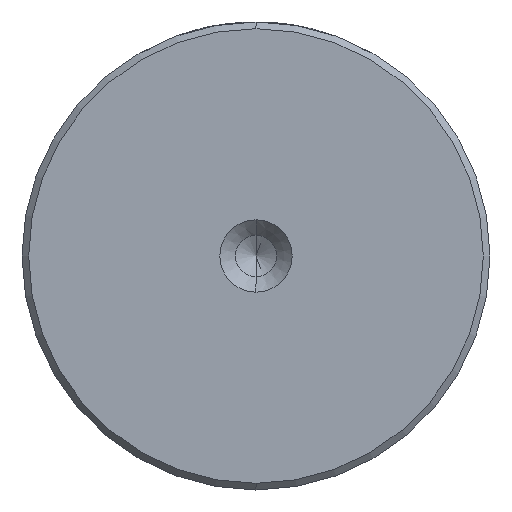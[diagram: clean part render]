
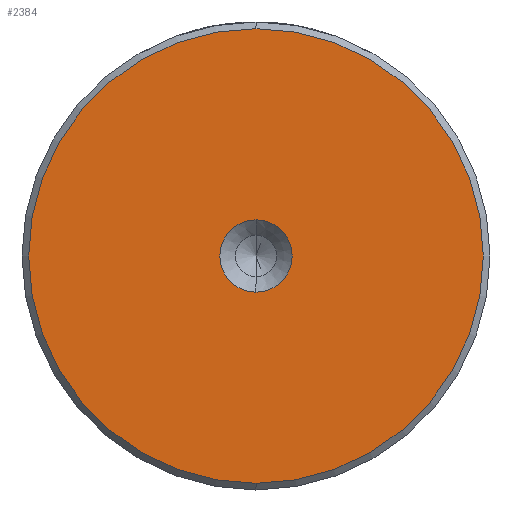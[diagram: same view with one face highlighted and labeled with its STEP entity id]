
A CAD part, left-side view. The second image highlights one B-rep face of the part: STEP entity #2384.
In plain terms, the highlighted planar face has unit normal (-1, 0, 0).
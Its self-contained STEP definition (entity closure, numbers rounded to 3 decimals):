
#55 = FACE_BOUND ( 'NONE', #813, .T. ) ;
#157 = DIRECTION ( 'NONE',  ( -1., 0., 0. ) ) ;
#180 = ORIENTED_EDGE ( 'NONE', *, *, #1807, .F. ) ;
#197 = CARTESIAN_POINT ( 'NONE',  ( 0., 0., 0. ) ) ;
#236 = AXIS2_PLACEMENT_3D ( 'NONE', #1547, #157, #1771 ) ;
#339 = EDGE_LOOP ( 'NONE', ( #2713, #1614 ) ) ;
#364 = AXIS2_PLACEMENT_3D ( 'NONE', #2171, #791, #2397 ) ;
#444 = DIRECTION ( 'NONE',  ( 0., 0., 1. ) ) ;
#462 = AXIS2_PLACEMENT_3D ( 'NONE', #197, #1813, #444 ) ;
#469 = DIRECTION ( 'NONE',  ( -1., 0., 0. ) ) ;
#573 = VERTEX_POINT ( 'NONE', #1108 ) ;
#586 = CIRCLE ( 'NONE', #364, 17. ) ;
#650 = CARTESIAN_POINT ( 'NONE',  ( 0., 0., 0. ) ) ;
#683 = FACE_OUTER_BOUND ( 'NONE', #339, .T. ) ;
#700 = VERTEX_POINT ( 'NONE', #2536 ) ;
#791 = DIRECTION ( 'NONE',  ( -1., 0., 0. ) ) ;
#813 = EDGE_LOOP ( 'NONE', ( #180, #1095 ) ) ;
#866 = DIRECTION ( 'NONE',  ( 0., 0., 1. ) ) ;
#877 = PLANE ( 'NONE',  #1357 ) ;
#1095 = ORIENTED_EDGE ( 'NONE', *, *, #2883, .F. ) ;
#1108 = CARTESIAN_POINT ( 'NONE',  ( 0., 0., -17. ) ) ;
#1357 = AXIS2_PLACEMENT_3D ( 'NONE', #2982, #469, #2066 ) ;
#1366 = CIRCLE ( 'NONE', #236, 2.7 ) ;
#1538 = CARTESIAN_POINT ( 'NONE',  ( 0., 0., 2.7 ) ) ;
#1547 = CARTESIAN_POINT ( 'NONE',  ( 0., 0., 0. ) ) ;
#1614 = ORIENTED_EDGE ( 'NONE', *, *, #2612, .T. ) ;
#1771 = DIRECTION ( 'NONE',  ( 0., 0., 1. ) ) ;
#1773 = VERTEX_POINT ( 'NONE', #1538 ) ;
#1807 = EDGE_CURVE ( 'NONE', #1773, #700, #1366, .T. ) ;
#1813 = DIRECTION ( 'NONE',  ( -1., 0., 0. ) ) ;
#1826 = CIRCLE ( 'NONE', #462, 2.7 ) ;
#2025 = CARTESIAN_POINT ( 'NONE',  ( 0., 0., 17. ) ) ;
#2048 = CIRCLE ( 'NONE', #2964, 17. ) ;
#2066 = DIRECTION ( 'NONE',  ( 0., 0., 1. ) ) ;
#2171 = CARTESIAN_POINT ( 'NONE',  ( 0., 0., 0. ) ) ;
#2244 = DIRECTION ( 'NONE',  ( -1., 0., 0. ) ) ;
#2308 = EDGE_CURVE ( 'NONE', #573, #2834, #2048, .T. ) ;
#2384 = ADVANCED_FACE ( 'NONE', ( #683, #55 ), #877, .T. ) ;
#2397 = DIRECTION ( 'NONE',  ( 0., 0., 1. ) ) ;
#2536 = CARTESIAN_POINT ( 'NONE',  ( 0., 0., -2.7 ) ) ;
#2612 = EDGE_CURVE ( 'NONE', #2834, #573, #586, .T. ) ;
#2713 = ORIENTED_EDGE ( 'NONE', *, *, #2308, .T. ) ;
#2834 = VERTEX_POINT ( 'NONE', #2025 ) ;
#2883 = EDGE_CURVE ( 'NONE', #700, #1773, #1826, .T. ) ;
#2964 = AXIS2_PLACEMENT_3D ( 'NONE', #650, #2244, #866 ) ;
#2982 = CARTESIAN_POINT ( 'NONE',  ( 0., 0., 0. ) ) ;
